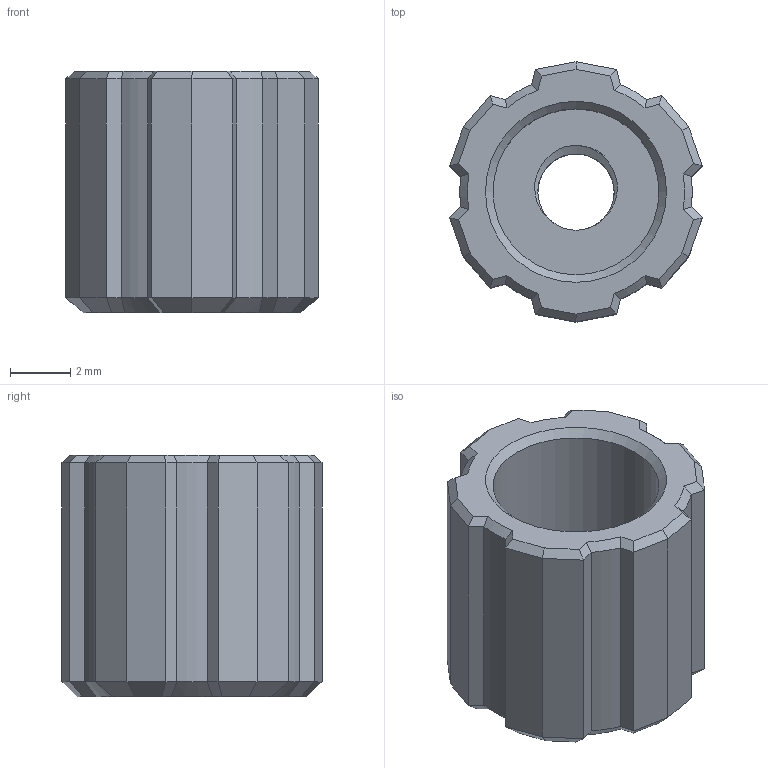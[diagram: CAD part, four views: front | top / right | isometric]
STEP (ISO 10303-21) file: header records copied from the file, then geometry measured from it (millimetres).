
FILE_DESCRIPTION(/* description */ (''),/* implementation_level */ '2;1');
FILE_NAME(/* name */ 'Composant1.step',/* time_stamp */ '2025-12-09T11:22:09+01:00',/* author */ (''),/* organization */ (''),/* preprocessor_version */ 'ST-DEVELOPER v20.1',/* originating_system */ 'Autodesk Translation Framework v14.21.0.0',/* authorisation */ '');
FILE_SCHEMA (('AUTOMOTIVE_DESIGN { 1 0 10303 214 3 1 1 }'));
Length unit declared in the file: millimetre
Products named in the file (1): FusionComponent
Bounding box: 8.36 x 8.62 x 8 mm (x, y, z)
Volume: 268.2 mm3; surface area: 437.7 mm2
Topology: 1 solids, 1 shells, 107 faces, 249 edges, 145 vertices
Faces by surface type: plane 76, cylinder 15, cone 14, bspline 2
Full cylindrical faces by diameter (mm): 2.529 x1, 5.5 x1
Entity records: 3645 total; most frequent: CARTESIAN_POINT 1271, ORIENTED_EDGE 498, DIRECTION 451, EDGE_CURVE 249, LINE 171, VECTOR 171, VERTEX_POINT 145, AXIS2_PLACEMENT_3D 140
